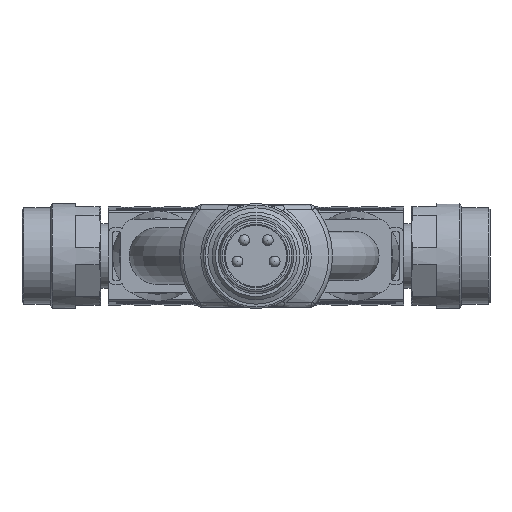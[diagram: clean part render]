
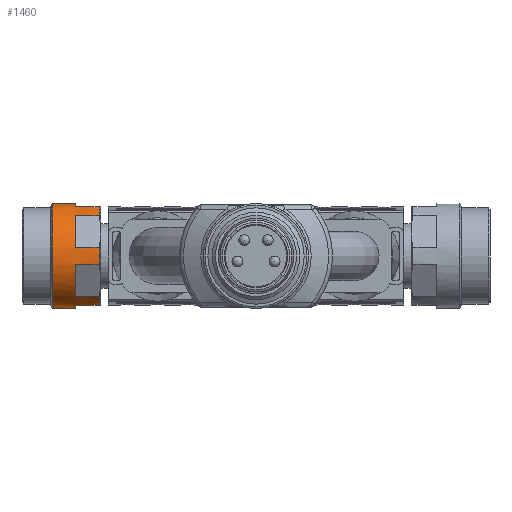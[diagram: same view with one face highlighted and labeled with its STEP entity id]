
A CAD part, left-side view. The second image highlights one B-rep face of the part: STEP entity #1460.
In plain terms, the highlighted cylindrical face has radius 4.8 mm (diameter 9.6 mm), a full revolution.
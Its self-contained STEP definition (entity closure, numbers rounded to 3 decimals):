
#955=CYLINDRICAL_SURFACE('',#11736,4.8);
#1460=ADVANCED_FACE('',(#3634,#3635),#955,.T.);
#2594=LINE('',#20689,#3286);
#2595=LINE('',#20694,#3287);
#2596=LINE('',#20698,#3288);
#2597=LINE('',#20702,#3289);
#2598=LINE('',#20706,#3290);
#2599=LINE('',#20710,#3291);
#2600=LINE('',#20714,#3292);
#2601=LINE('',#20718,#3293);
#2602=LINE('',#20722,#3294);
#2603=LINE('',#20726,#3295);
#2604=LINE('',#20730,#3296);
#2605=LINE('',#20734,#3297);
#3286=VECTOR('',#14334,1.);
#3287=VECTOR('',#14337,1.);
#3288=VECTOR('',#14340,1.);
#3289=VECTOR('',#14343,1.);
#3290=VECTOR('',#14346,1.);
#3291=VECTOR('',#14349,1.);
#3292=VECTOR('',#14352,1.);
#3293=VECTOR('',#14355,1.);
#3294=VECTOR('',#14358,1.);
#3295=VECTOR('',#14361,1.);
#3296=VECTOR('',#14364,1.);
#3297=VECTOR('',#14367,1.);
#3634=FACE_BOUND('',#4252,.T.);
#3635=FACE_BOUND('',#4253,.T.);
#4252=EDGE_LOOP('',(#6596));
#4253=EDGE_LOOP('',(#6597,#6598,#6599,#6600,#6601,#6602,#6603,#6604,#6605,
#6606,#6607,#6608,#6609,#6610,#6611,#6612,#6613,#6614,#6615,#6616,#6617,
#6618,#6619,#6620));
#6596=ORIENTED_EDGE('',*,*,#9706,.T.);
#6597=ORIENTED_EDGE('',*,*,#9707,.F.);
#6598=ORIENTED_EDGE('',*,*,#9708,.T.);
#6599=ORIENTED_EDGE('',*,*,#9709,.F.);
#6600=ORIENTED_EDGE('',*,*,#9710,.T.);
#6601=ORIENTED_EDGE('',*,*,#9711,.F.);
#6602=ORIENTED_EDGE('',*,*,#9712,.T.);
#6603=ORIENTED_EDGE('',*,*,#9713,.F.);
#6604=ORIENTED_EDGE('',*,*,#9714,.T.);
#6605=ORIENTED_EDGE('',*,*,#9715,.F.);
#6606=ORIENTED_EDGE('',*,*,#9716,.T.);
#6607=ORIENTED_EDGE('',*,*,#9717,.F.);
#6608=ORIENTED_EDGE('',*,*,#9718,.T.);
#6609=ORIENTED_EDGE('',*,*,#9719,.F.);
#6610=ORIENTED_EDGE('',*,*,#9720,.T.);
#6611=ORIENTED_EDGE('',*,*,#9721,.F.);
#6612=ORIENTED_EDGE('',*,*,#9722,.T.);
#6613=ORIENTED_EDGE('',*,*,#9723,.F.);
#6614=ORIENTED_EDGE('',*,*,#9724,.T.);
#6615=ORIENTED_EDGE('',*,*,#9725,.F.);
#6616=ORIENTED_EDGE('',*,*,#9726,.T.);
#6617=ORIENTED_EDGE('',*,*,#9727,.F.);
#6618=ORIENTED_EDGE('',*,*,#9728,.T.);
#6619=ORIENTED_EDGE('',*,*,#9729,.F.);
#6620=ORIENTED_EDGE('',*,*,#9730,.T.);
#8320=VERTEX_POINT('',#20688);
#8321=VERTEX_POINT('',#20690);
#8322=VERTEX_POINT('',#20691);
#8323=VERTEX_POINT('',#20693);
#8324=VERTEX_POINT('',#20695);
#8325=VERTEX_POINT('',#20697);
#8326=VERTEX_POINT('',#20699);
#8327=VERTEX_POINT('',#20701);
#8328=VERTEX_POINT('',#20703);
#8329=VERTEX_POINT('',#20705);
#8330=VERTEX_POINT('',#20707);
#8331=VERTEX_POINT('',#20709);
#8332=VERTEX_POINT('',#20711);
#8333=VERTEX_POINT('',#20713);
#8334=VERTEX_POINT('',#20715);
#8335=VERTEX_POINT('',#20717);
#8336=VERTEX_POINT('',#20719);
#8337=VERTEX_POINT('',#20721);
#8338=VERTEX_POINT('',#20723);
#8339=VERTEX_POINT('',#20725);
#8340=VERTEX_POINT('',#20727);
#8341=VERTEX_POINT('',#20729);
#8342=VERTEX_POINT('',#20731);
#8343=VERTEX_POINT('',#20733);
#8344=VERTEX_POINT('',#20735);
#9706=EDGE_CURVE('',#8320,#8320,#10702,.T.);
#9707=EDGE_CURVE('',#8321,#8322,#2594,.T.);
#9708=EDGE_CURVE('',#8321,#8323,#10703,.T.);
#9709=EDGE_CURVE('',#8324,#8323,#2595,.T.);
#9710=EDGE_CURVE('',#8324,#8325,#10704,.T.);
#9711=EDGE_CURVE('',#8326,#8325,#2596,.T.);
#9712=EDGE_CURVE('',#8326,#8327,#10705,.T.);
#9713=EDGE_CURVE('',#8328,#8327,#2597,.T.);
#9714=EDGE_CURVE('',#8328,#8329,#10706,.T.);
#9715=EDGE_CURVE('',#8330,#8329,#2598,.T.);
#9716=EDGE_CURVE('',#8330,#8331,#10707,.T.);
#9717=EDGE_CURVE('',#8332,#8331,#2599,.T.);
#9718=EDGE_CURVE('',#8332,#8333,#10708,.T.);
#9719=EDGE_CURVE('',#8334,#8333,#2600,.T.);
#9720=EDGE_CURVE('',#8334,#8335,#10709,.T.);
#9721=EDGE_CURVE('',#8336,#8335,#2601,.T.);
#9722=EDGE_CURVE('',#8336,#8337,#10710,.T.);
#9723=EDGE_CURVE('',#8338,#8337,#2602,.T.);
#9724=EDGE_CURVE('',#8338,#8339,#10711,.T.);
#9725=EDGE_CURVE('',#8340,#8339,#2603,.T.);
#9726=EDGE_CURVE('',#8340,#8341,#10712,.T.);
#9727=EDGE_CURVE('',#8342,#8341,#2604,.T.);
#9728=EDGE_CURVE('',#8342,#8343,#10713,.T.);
#9729=EDGE_CURVE('',#8344,#8343,#2605,.T.);
#9730=EDGE_CURVE('',#8344,#8322,#10714,.T.);
#10702=CIRCLE('',#11723,4.8);
#10703=CIRCLE('',#11724,4.8);
#10704=CIRCLE('',#11725,4.8);
#10705=CIRCLE('',#11726,4.8);
#10706=CIRCLE('',#11727,4.8);
#10707=CIRCLE('',#11728,4.8);
#10708=CIRCLE('',#11729,4.8);
#10709=CIRCLE('',#11730,4.8);
#10710=CIRCLE('',#11731,4.8);
#10711=CIRCLE('',#11732,4.8);
#10712=CIRCLE('',#11733,4.8);
#10713=CIRCLE('',#11734,4.8);
#10714=CIRCLE('',#11735,4.8);
#11723=AXIS2_PLACEMENT_3D('',#20687,#14332,#14333);
#11724=AXIS2_PLACEMENT_3D('',#20692,#14335,#14336);
#11725=AXIS2_PLACEMENT_3D('',#20696,#14338,#14339);
#11726=AXIS2_PLACEMENT_3D('',#20700,#14341,#14342);
#11727=AXIS2_PLACEMENT_3D('',#20704,#14344,#14345);
#11728=AXIS2_PLACEMENT_3D('',#20708,#14347,#14348);
#11729=AXIS2_PLACEMENT_3D('',#20712,#14350,#14351);
#11730=AXIS2_PLACEMENT_3D('',#20716,#14353,#14354);
#11731=AXIS2_PLACEMENT_3D('',#20720,#14356,#14357);
#11732=AXIS2_PLACEMENT_3D('',#20724,#14359,#14360);
#11733=AXIS2_PLACEMENT_3D('',#20728,#14362,#14363);
#11734=AXIS2_PLACEMENT_3D('',#20732,#14365,#14366);
#11735=AXIS2_PLACEMENT_3D('',#20736,#14368,#14369);
#11736=AXIS2_PLACEMENT_3D('',#20737,#14370,#14371);
#14332=DIRECTION('',(0.,-1.,0.));
#14333=DIRECTION('',(0.,0.,1.));
#14334=DIRECTION('',(0.,1.,0.));
#14335=DIRECTION('',(0.,1.,0.));
#14336=DIRECTION('',(0.,0.,1.));
#14337=DIRECTION('',(0.,-1.,0.));
#14338=DIRECTION('',(0.,1.,0.));
#14339=DIRECTION('',(0.,0.,1.));
#14340=DIRECTION('',(0.,1.,0.));
#14341=DIRECTION('',(0.,1.,0.));
#14342=DIRECTION('',(0.,0.,1.));
#14343=DIRECTION('',(0.,-1.,0.));
#14344=DIRECTION('',(0.,1.,0.));
#14345=DIRECTION('',(0.,0.,1.));
#14346=DIRECTION('',(0.,1.,0.));
#14347=DIRECTION('',(0.,1.,0.));
#14348=DIRECTION('',(0.,0.,1.));
#14349=DIRECTION('',(0.,-1.,0.));
#14350=DIRECTION('',(0.,1.,0.));
#14351=DIRECTION('',(0.,0.,1.));
#14352=DIRECTION('',(0.,1.,0.));
#14353=DIRECTION('',(0.,1.,0.));
#14354=DIRECTION('',(0.,0.,1.));
#14355=DIRECTION('',(0.,-1.,0.));
#14356=DIRECTION('',(0.,1.,0.));
#14357=DIRECTION('',(0.,0.,1.));
#14358=DIRECTION('',(0.,1.,0.));
#14359=DIRECTION('',(0.,1.,0.));
#14360=DIRECTION('',(0.,0.,1.));
#14361=DIRECTION('',(0.,-1.,0.));
#14362=DIRECTION('',(0.,1.,0.));
#14363=DIRECTION('',(0.,0.,1.));
#14364=DIRECTION('',(0.,1.,0.));
#14365=DIRECTION('',(0.,1.,0.));
#14366=DIRECTION('',(0.,0.,1.));
#14367=DIRECTION('',(0.,-1.,0.));
#14368=DIRECTION('',(0.,1.,0.));
#14369=DIRECTION('',(0.,0.,1.));
#14370=DIRECTION('',(0.,1.,0.));
#14371=DIRECTION('',(0.,0.,-1.));
#20687=CARTESIAN_POINT('',(96.3,18.65,0.));
#20688=CARTESIAN_POINT('',(96.3,18.65,4.8));
#20689=CARTESIAN_POINT('',(99.362,46.2,-3.696));
#20690=CARTESIAN_POINT('',(99.362,14.35,-3.696));
#20691=CARTESIAN_POINT('',(99.362,16.5,-3.696));
#20692=CARTESIAN_POINT('',(96.3,14.35,0.));
#20693=CARTESIAN_POINT('',(97.97,14.35,-4.5));
#20694=CARTESIAN_POINT('',(97.97,46.2,-4.5));
#20695=CARTESIAN_POINT('',(97.97,16.5,-4.5));
#20696=CARTESIAN_POINT('',(96.3,16.5,0.));
#20697=CARTESIAN_POINT('',(94.63,16.5,-4.5));
#20698=CARTESIAN_POINT('',(94.63,46.2,-4.5));
#20699=CARTESIAN_POINT('',(94.63,14.35,-4.5));
#20700=CARTESIAN_POINT('',(96.3,14.35,0.));
#20701=CARTESIAN_POINT('',(93.238,14.35,-3.696));
#20702=CARTESIAN_POINT('',(93.238,46.2,-3.696));
#20703=CARTESIAN_POINT('',(93.238,16.5,-3.696));
#20704=CARTESIAN_POINT('',(96.3,16.5,0.));
#20705=CARTESIAN_POINT('',(91.568,16.5,-0.803));
#20706=CARTESIAN_POINT('',(91.568,46.2,-0.803));
#20707=CARTESIAN_POINT('',(91.568,14.35,-0.803));
#20708=CARTESIAN_POINT('',(96.3,14.35,0.));
#20709=CARTESIAN_POINT('',(91.568,14.35,0.804));
#20710=CARTESIAN_POINT('',(91.568,46.2,0.804));
#20711=CARTESIAN_POINT('',(91.568,16.5,0.804));
#20712=CARTESIAN_POINT('',(96.3,16.5,0.));
#20713=CARTESIAN_POINT('',(93.238,16.5,3.697));
#20714=CARTESIAN_POINT('',(93.238,46.2,3.697));
#20715=CARTESIAN_POINT('',(93.238,14.35,3.697));
#20716=CARTESIAN_POINT('',(96.3,14.35,0.));
#20717=CARTESIAN_POINT('',(94.63,14.35,4.5));
#20718=CARTESIAN_POINT('',(94.63,46.2,4.5));
#20719=CARTESIAN_POINT('',(94.63,16.5,4.5));
#20720=CARTESIAN_POINT('',(96.3,16.5,0.));
#20721=CARTESIAN_POINT('',(97.97,16.5,4.5));
#20722=CARTESIAN_POINT('',(97.97,46.2,4.5));
#20723=CARTESIAN_POINT('',(97.97,14.35,4.5));
#20724=CARTESIAN_POINT('',(96.3,14.35,0.));
#20725=CARTESIAN_POINT('',(99.362,14.35,3.697));
#20726=CARTESIAN_POINT('',(99.362,46.2,3.697));
#20727=CARTESIAN_POINT('',(99.362,16.5,3.697));
#20728=CARTESIAN_POINT('',(96.3,16.5,0.));
#20729=CARTESIAN_POINT('',(101.032,16.5,0.804));
#20730=CARTESIAN_POINT('',(101.032,46.2,0.804));
#20731=CARTESIAN_POINT('',(101.032,14.35,0.804));
#20732=CARTESIAN_POINT('',(96.3,14.35,0.));
#20733=CARTESIAN_POINT('',(101.032,14.35,-0.803));
#20734=CARTESIAN_POINT('',(101.032,46.2,-0.803));
#20735=CARTESIAN_POINT('',(101.032,16.5,-0.803));
#20736=CARTESIAN_POINT('',(96.3,16.5,0.));
#20737=CARTESIAN_POINT('',(96.3,46.2,0.));
